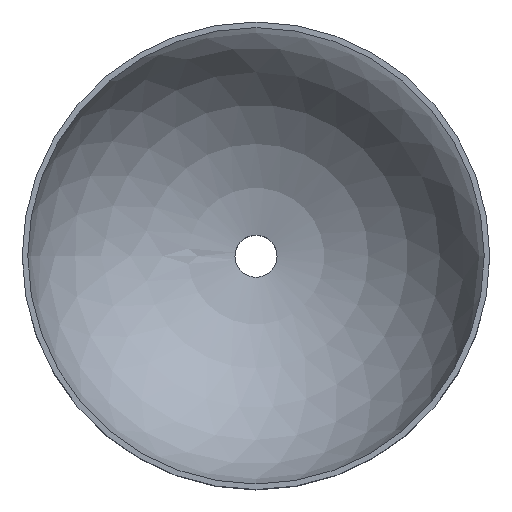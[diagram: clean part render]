
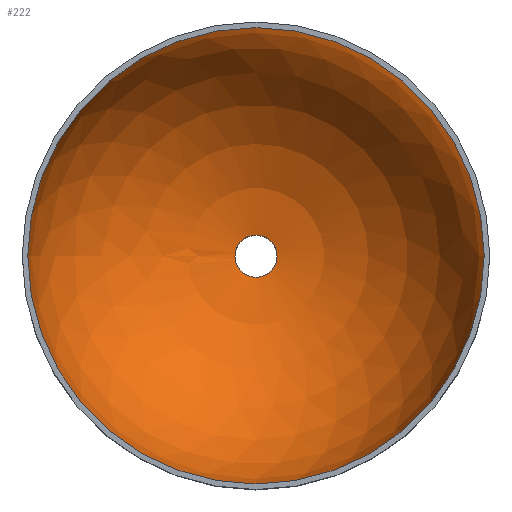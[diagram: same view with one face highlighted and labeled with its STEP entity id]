
A CAD part, top view. The second image highlights one B-rep face of the part: STEP entity #222.
In plain terms, the highlighted spherical face has radius 24.4 mm.
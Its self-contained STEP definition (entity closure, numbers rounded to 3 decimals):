
#18=SPHERICAL_SURFACE('',#261,24.4);
#41=FACE_OUTER_BOUND('',#59,.T.);
#59=EDGE_LOOP('',(#174,#175,#176,#177,#178));
#99=CIRCLE('',#259,2.25);
#100=CIRCLE('',#260,2.25);
#101=CIRCLE('',#262,24.4);
#102=CIRCLE('',#263,24.4);
#118=VERTEX_POINT('',#386);
#119=VERTEX_POINT('',#388);
#120=VERTEX_POINT('',#392);
#139=EDGE_CURVE('',#119,#118,#99,.T.);
#140=EDGE_CURVE('',#118,#119,#100,.T.);
#141=EDGE_CURVE('',#120,#120,#101,.T.);
#142=EDGE_CURVE('',#120,#119,#102,.T.);
#174=ORIENTED_EDGE('',*,*,#141,.F.);
#175=ORIENTED_EDGE('',*,*,#142,.T.);
#176=ORIENTED_EDGE('',*,*,#139,.T.);
#177=ORIENTED_EDGE('',*,*,#140,.T.);
#178=ORIENTED_EDGE('',*,*,#142,.F.);
#222=ADVANCED_FACE('',(#41),#18,.F.);
#259=AXIS2_PLACEMENT_3D('',#389,#312,#313);
#260=AXIS2_PLACEMENT_3D('',#390,#314,#315);
#261=AXIS2_PLACEMENT_3D('',#391,#316,#317);
#262=AXIS2_PLACEMENT_3D('',#393,#318,#319);
#263=AXIS2_PLACEMENT_3D('',#394,#320,#321);
#312=DIRECTION('center_axis',(0.,0.,-1.));
#313=DIRECTION('ref_axis',(1.,0.,0.));
#314=DIRECTION('center_axis',(0.,0.,-1.));
#315=DIRECTION('ref_axis',(1.,0.,0.));
#316=DIRECTION('center_axis',(0.,0.,1.));
#317=DIRECTION('ref_axis',(1.,0.,0.));
#318=DIRECTION('center_axis',(0.,0.,-1.));
#319=DIRECTION('ref_axis',(1.,0.,0.));
#320=DIRECTION('center_axis',(0.,-1.,0.));
#321=DIRECTION('ref_axis',(-1.,0.,0.));
#386=CARTESIAN_POINT('',(0.,-2.25,0.704));
#388=CARTESIAN_POINT('',(-2.25,0.,0.704));
#389=CARTESIAN_POINT('Origin',(0.,0.,0.704));
#390=CARTESIAN_POINT('Origin',(0.,0.,0.704));
#391=CARTESIAN_POINT('Origin',(0.,0.,25.));
#392=CARTESIAN_POINT('',(-24.4,0.,25.));
#393=CARTESIAN_POINT('Origin',(0.,0.,25.));
#394=CARTESIAN_POINT('Origin',(0.,0.,25.));
